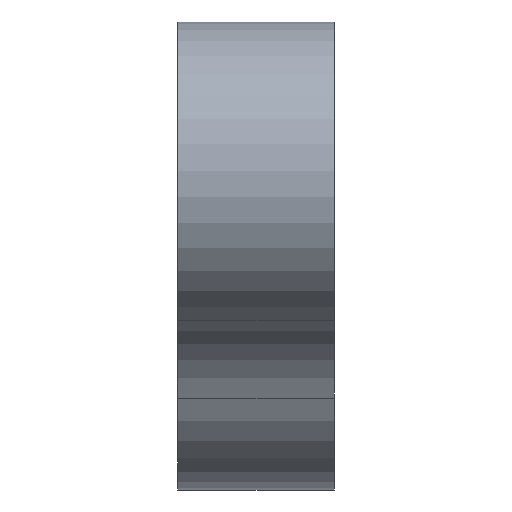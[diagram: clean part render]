
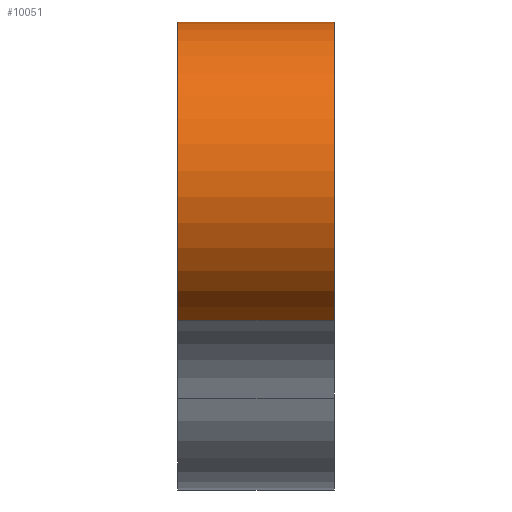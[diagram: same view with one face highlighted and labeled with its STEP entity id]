
A CAD part, left-side view. The second image highlights one B-rep face of the part: STEP entity #10051.
In plain terms, the highlighted cylindrical face has radius 4 mm (diameter 8 mm), a partial arc.
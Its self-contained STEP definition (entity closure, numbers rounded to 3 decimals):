
#27 = ORIENTED_EDGE ( 'NONE', *, *, #548, .T. ) ;
#32 = DIRECTION ( 'NONE',  ( 0., 0., 1. ) ) ;
#268 = LINE ( 'NONE', #5984, #4063 ) ;
#548 = EDGE_CURVE ( 'NONE', #8968, #2966, #1815, .T. ) ;
#644 = LINE ( 'NONE', #4667, #6413 ) ;
#1396 = DIRECTION ( 'NONE',  ( 0., 0., -1. ) ) ;
#1815 = CIRCLE ( 'NONE', #5936, 4. ) ;
#1825 = DIRECTION ( 'NONE',  ( 0., -1., 0. ) ) ;
#2966 = VERTEX_POINT ( 'NONE', #7947 ) ;
#3031 = DIRECTION ( 'NONE',  ( 0., -1., 0. ) ) ;
#3305 = VERTEX_POINT ( 'NONE', #4164 ) ;
#3459 = CARTESIAN_POINT ( 'NONE',  ( -5.646, 4., 0.354 ) ) ;
#3527 = CYLINDRICAL_SURFACE ( 'NONE', #7002, 4. ) ;
#4063 = VECTOR ( 'NONE', #1825, 1000. ) ;
#4164 = CARTESIAN_POINT ( 'NONE',  ( -2., 4., 7.464 ) ) ;
#4481 = ORIENTED_EDGE ( 'NONE', *, *, #6631, .F. ) ;
#4487 = VERTEX_POINT ( 'NONE', #3459 ) ;
#4569 = CARTESIAN_POINT ( 'NONE',  ( -5.646, 0., 0.354 ) ) ;
#4667 = CARTESIAN_POINT ( 'NONE',  ( -2., 4., 7.464 ) ) ;
#4752 = CARTESIAN_POINT ( 'NONE',  ( -4., 4., 4. ) ) ;
#5105 = ORIENTED_EDGE ( 'NONE', *, *, #10842, .T. ) ;
#5274 = EDGE_LOOP ( 'NONE', ( #27, #4481, #10779, #5105 ) ) ;
#5936 = AXIS2_PLACEMENT_3D ( 'NONE', #8451, #10895, #32 ) ;
#5984 = CARTESIAN_POINT ( 'NONE',  ( -5.646, 4., 0.354 ) ) ;
#6413 = VECTOR ( 'NONE', #3031, 1000. ) ;
#6631 = EDGE_CURVE ( 'NONE', #3305, #2966, #644, .T. ) ;
#7002 = AXIS2_PLACEMENT_3D ( 'NONE', #4752, #10529, #1396 ) ;
#7554 = EDGE_CURVE ( 'NONE', #4487, #3305, #9840, .T. ) ;
#7889 = FACE_OUTER_BOUND ( 'NONE', #5274, .T. ) ;
#7947 = CARTESIAN_POINT ( 'NONE',  ( -2., 0., 7.464 ) ) ;
#8451 = CARTESIAN_POINT ( 'NONE',  ( -4., 0., 4. ) ) ;
#8617 = AXIS2_PLACEMENT_3D ( 'NONE', #9756, #10480, #8801 ) ;
#8801 = DIRECTION ( 'NONE',  ( 0., 0., 1. ) ) ;
#8968 = VERTEX_POINT ( 'NONE', #4569 ) ;
#9756 = CARTESIAN_POINT ( 'NONE',  ( -4., 4., 4. ) ) ;
#9840 = CIRCLE ( 'NONE', #8617, 4. ) ;
#10051 = ADVANCED_FACE ( 'NONE', ( #7889 ), #3527, .T. ) ;
#10480 = DIRECTION ( 'NONE',  ( 0., 1., 0. ) ) ;
#10529 = DIRECTION ( 'NONE',  ( 0., -1., 0. ) ) ;
#10779 = ORIENTED_EDGE ( 'NONE', *, *, #7554, .F. ) ;
#10842 = EDGE_CURVE ( 'NONE', #4487, #8968, #268, .T. ) ;
#10895 = DIRECTION ( 'NONE',  ( 0., 1., 0. ) ) ;
